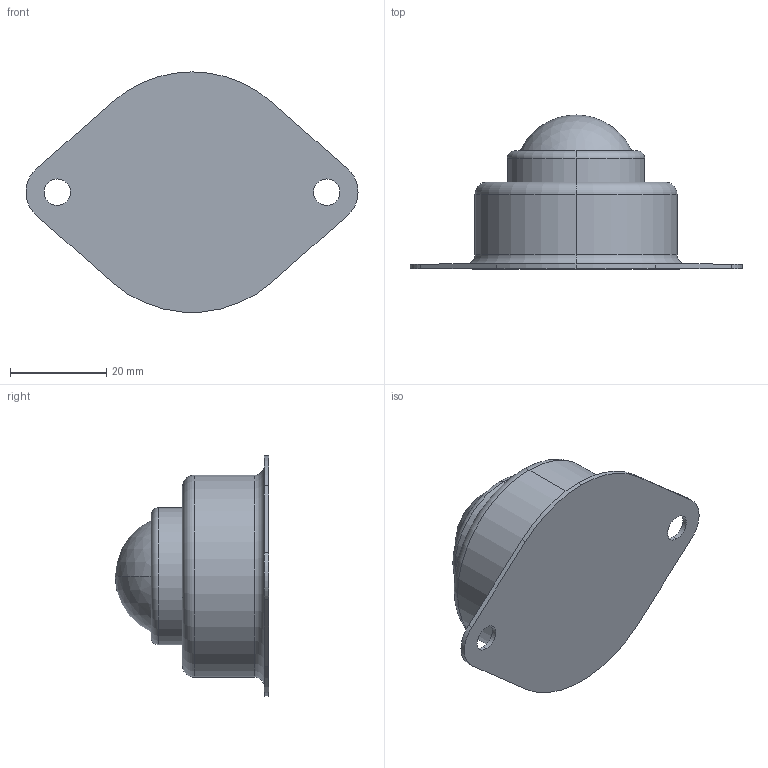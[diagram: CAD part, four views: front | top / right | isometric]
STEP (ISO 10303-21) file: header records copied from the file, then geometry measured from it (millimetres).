
FILE_DESCRIPTION (( 'STEP AP203' ), '1' );
FILE_NAME ('K-142-8Y.STEP', '2007-01-30T01:28:04', ( ' ' ), ( ' ' ), 'SwSTEP 2.0', 'SolidWorks 2006004', '' );
FILE_SCHEMA (( 'CONFIG_CONTROL_DESIGN' ));
Length unit declared in the file: millimetre
Products named in the file (1): K-142-8Y
Bounding box: 69 x 32 x 49.92 mm (x, y, z)
Volume: 31653.4 mm3; surface area: 7401.3 mm2
Topology: 1 solids, 1 shells, 29 faces, 67 edges, 43 vertices
Faces by surface type: cylinder 13, plane 8, torus 6, sphere 2
Entity records: 928 total; most frequent: DIRECTION 169, CARTESIAN_POINT 140, ORIENTED_EDGE 134, AXIS2_PLACEMENT_3D 72, EDGE_CURVE 67, VERTEX_POINT 43, CIRCLE 42, EDGE_LOOP 36
